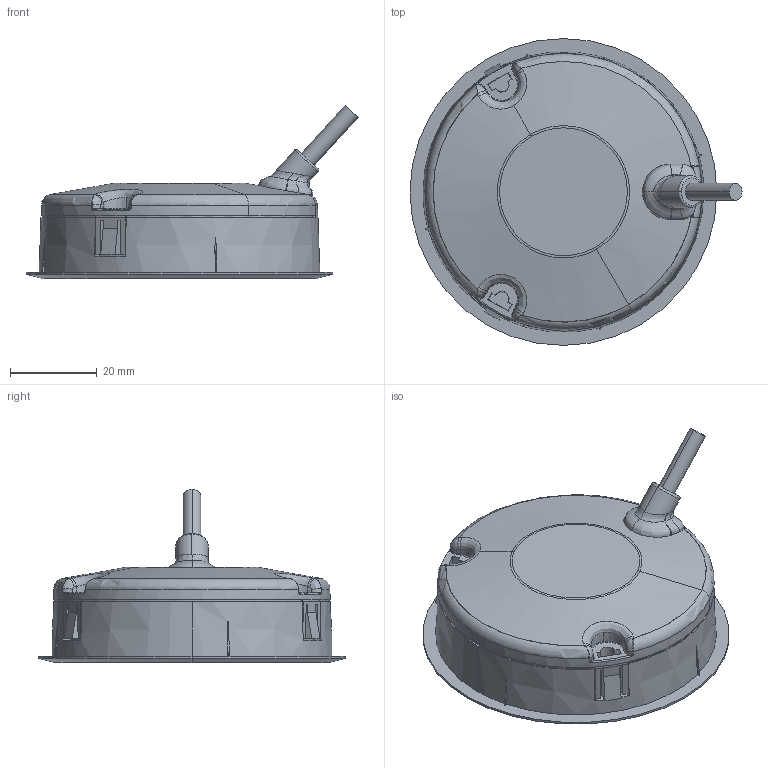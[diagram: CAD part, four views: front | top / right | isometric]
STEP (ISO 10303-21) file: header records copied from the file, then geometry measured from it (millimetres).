
FILE_DESCRIPTION((''),'2;1');
FILE_NAME('PRT0002','2020-04-10T08:27:53',('user'),('捷昌驱动'),'CREO PARAMETRIC BY PTC INC, 2018100','CREO PARAMETRIC BY PTC INC, 2018100','');
FILE_SCHEMA(('CONFIG_CONTROL_DESIGN'));
Length unit declared in the file: millimetre
Products named in the file (1): PRT0002
Bounding box: 76.5 x 70.72 x 39.93 mm (x, y, z)
Volume: 65671.8 mm3; surface area: 16162.1 mm2
Topology: 1 solids, 11 shells, 305 faces, 806 edges, 520 vertices
Faces by surface type: plane 159, cylinder 47, bspline 35, cone 32, torus 24, extrusion 8
Entity records: 13747 total; most frequent: CARTESIAN_POINT 6531, ORIENTED_EDGE 1606, DIRECTION 1322, EDGE_CURVE 804, VERTEX_POINT 519, AXIS2_PLACEMENT_3D 475, VECTOR 372, LINE 364
